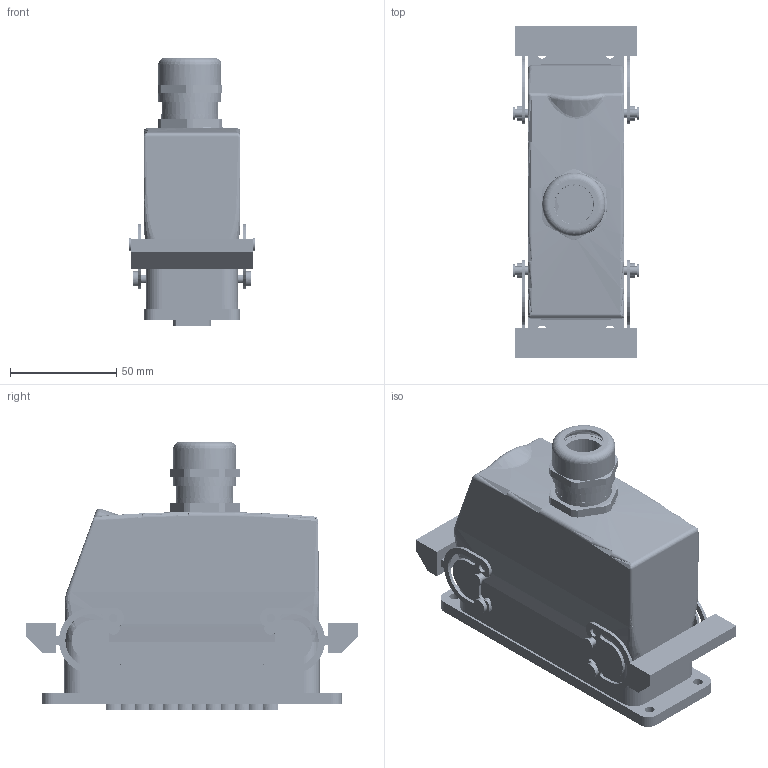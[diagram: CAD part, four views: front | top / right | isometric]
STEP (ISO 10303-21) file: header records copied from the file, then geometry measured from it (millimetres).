
FILE_DESCRIPTION(('CATIA V5 STEP Exchange','CAx-IF Rec.Pracs.--- Model Styling and Organization---1.4--- 2014-01-23'),'2;1');
FILE_NAME ('019351-1_2', '2019-11-25T15:07:19+00:00', ('none'), ('Weidmueller'), 'CATIA Version 5-6 Release 2016 SP3 HF44', 'CATIA V5 STEP AP214', 'none');
FILE_SCHEMA(('AUTOMOTIVE_DESIGN { 1 0 10303 214 1 1 1 1 }'));
Products named in the file (1): 1712690000
Bounding box: 59 x 156 x 126.02 mm (x, y, z)
Volume: 304909.3 mm3; surface area: 150868.7 mm2
Topology: 3 solids, 65 shells, 6973 faces, 20375 edges, 13653 vertices
Faces by surface type: plane 4087, cylinder 1780, cone 683, torus 301, bspline 60, extrusion 34, sphere 20, revolution 8
Entity records: 229746 total; most frequent: CARTESIAN_POINT 62266, ORIENTED_EDGE 40694, DIRECTION 25242, EDGE_CURVE 20347, VERTEX_POINT 13653, VECTOR 12708, LINE 12674, AXIS2_PLACEMENT_3D 8782
